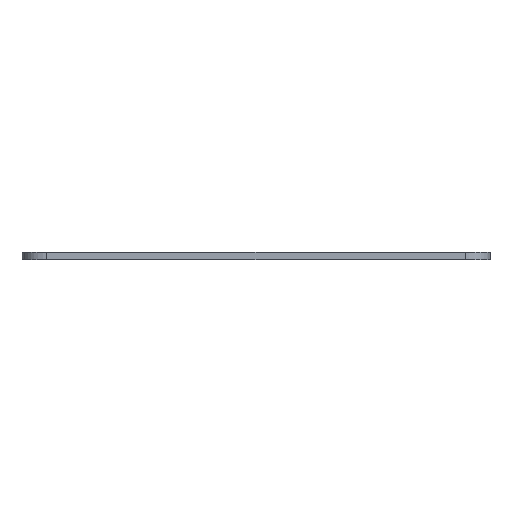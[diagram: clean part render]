
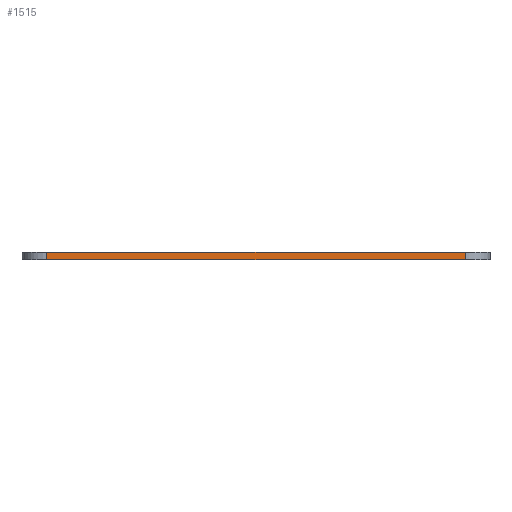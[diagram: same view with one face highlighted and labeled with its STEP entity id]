
A CAD part, left-side view. The second image highlights one B-rep face of the part: STEP entity #1515.
In plain terms, the highlighted planar face has unit normal (-1, 0, 0).
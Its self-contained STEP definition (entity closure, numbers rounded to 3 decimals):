
#54=PLANE('',#1655);
#101=FACE_OUTER_BOUND('',#190,.T.);
#190=EDGE_LOOP('',(#1145,#1146,#1147,#1148));
#290=LINE('',#2302,#437);
#321=LINE('',#2430,#468);
#323=LINE('',#2434,#470);
#324=LINE('',#2435,#471);
#437=VECTOR('',#1833,10.);
#468=VECTOR('',#1938,10.);
#470=VECTOR('',#1942,10.);
#471=VECTOR('',#1943,10.);
#666=VERTEX_POINT('',#2299);
#667=VERTEX_POINT('',#2301);
#727=VERTEX_POINT('',#2428);
#728=VERTEX_POINT('',#2433);
#827=EDGE_CURVE('',#666,#667,#290,.T.);
#891=EDGE_CURVE('',#727,#666,#321,.T.);
#893=EDGE_CURVE('',#728,#727,#323,.T.);
#894=EDGE_CURVE('',#667,#728,#324,.T.);
#1145=ORIENTED_EDGE('',*,*,#891,.F.);
#1146=ORIENTED_EDGE('',*,*,#893,.F.);
#1147=ORIENTED_EDGE('',*,*,#894,.F.);
#1148=ORIENTED_EDGE('',*,*,#827,.F.);
#1515=ADVANCED_FACE('',(#101),#54,.T.);
#1655=AXIS2_PLACEMENT_3D('',#2432,#1940,#1941);
#1833=DIRECTION('',(0.,1.,0.));
#1938=DIRECTION('',(0.,0.,-1.));
#1940=DIRECTION('center_axis',(-1.,0.,0.));
#1941=DIRECTION('ref_axis',(0.,-1.,0.));
#1942=DIRECTION('',(0.,-1.,0.));
#1943=DIRECTION('',(0.,0.,1.));
#2299=CARTESIAN_POINT('',(-10.703,-81.577,0.));
#2301=CARTESIAN_POINT('',(-10.703,2.423,0.));
#2302=CARTESIAN_POINT('',(-10.703,-86.577,0.));
#2428=CARTESIAN_POINT('',(-10.703,-81.577,1.5));
#2430=CARTESIAN_POINT('',(-10.703,-81.577,0.));
#2432=CARTESIAN_POINT('Origin',(-10.703,7.423,0.));
#2433=CARTESIAN_POINT('',(-10.703,2.423,1.5));
#2434=CARTESIAN_POINT('',(-10.703,-86.577,1.5));
#2435=CARTESIAN_POINT('',(-10.703,2.423,0.));
